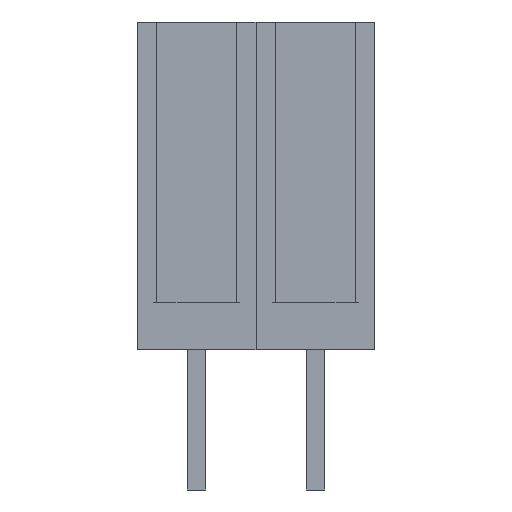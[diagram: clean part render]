
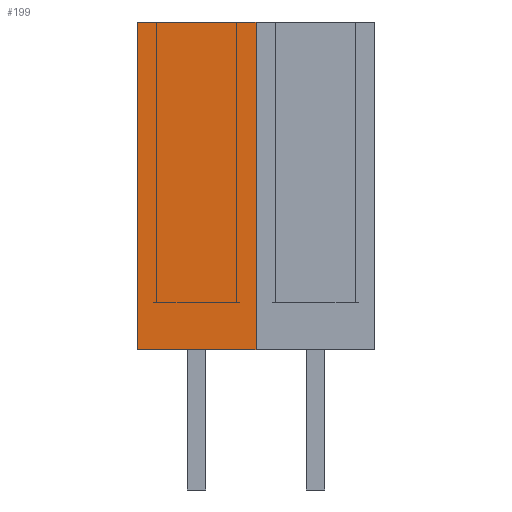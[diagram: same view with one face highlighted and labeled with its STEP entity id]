
A CAD part, front view. The second image highlights one B-rep face of the part: STEP entity #199.
In plain terms, the highlighted planar face has unit normal (0, -1, 0).
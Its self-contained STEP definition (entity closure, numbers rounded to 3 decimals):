
#13=DIRECTION('',(0.,0.,1.));
#14=DIRECTION('',(1.,0.,0.));
#175=EDGE_CURVE('',#176,#178,#180,.T.);
#176=VERTEX_POINT('',#177);
#177=CARTESIAN_POINT('',(-1.27,-1.271,0.));
#178=VERTEX_POINT('',#179);
#179=CARTESIAN_POINT('',(-1.27,-1.271,7.));
#180=LINE('',#177,#181);
#181=VECTOR('',#13,1.);
#188=DIRECTION('',(0.,1.,0.));
#199=ADVANCED_FACE('',(#200),#217,.F.);
#200=FACE_BOUND('',#201,.F.);
#201=EDGE_LOOP('',(#202,#208,#209,#214));
#202=ORIENTED_EDGE('',*,*,#203,.F.);
#203=EDGE_CURVE('',#176,#204,#206,.T.);
#204=VERTEX_POINT('',#205);
#205=CARTESIAN_POINT('',(1.27,-1.271,0.));
#206=LINE('',#177,#207);
#207=VECTOR('',#14,1.);
#208=ORIENTED_EDGE('',*,*,#175,.T.);
#209=ORIENTED_EDGE('',*,*,#210,.T.);
#210=EDGE_CURVE('',#178,#211,#213,.T.);
#211=VERTEX_POINT('',#212);
#212=CARTESIAN_POINT('',(1.27,-1.271,7.));
#213=LINE('',#179,#207);
#214=ORIENTED_EDGE('',*,*,#215,.F.);
#215=EDGE_CURVE('',#204,#211,#216,.T.);
#216=LINE('',#205,#181);
#217=PLANE('',#218);
#218=AXIS2_PLACEMENT_3D('',#177,#188,#13);
